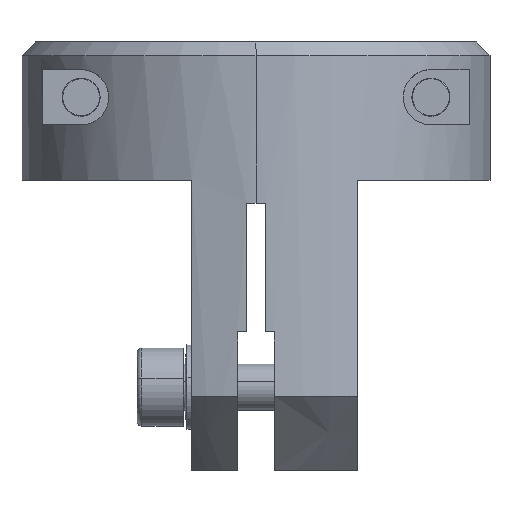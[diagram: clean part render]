
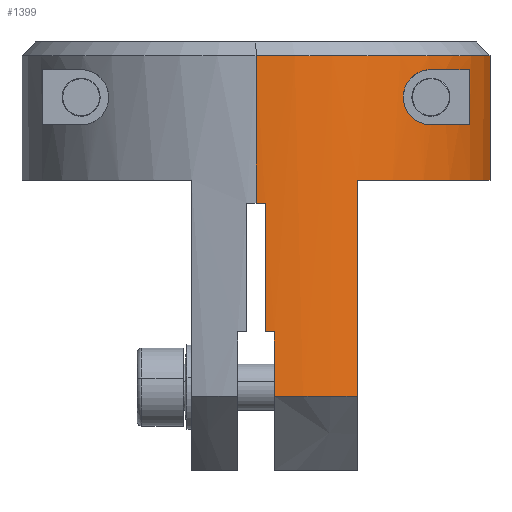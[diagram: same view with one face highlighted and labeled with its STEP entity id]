
A CAD part, left-side view. The second image highlights one B-rep face of the part: STEP entity #1399.
In plain terms, the highlighted cylindrical face has radius 25.5 mm (diameter 51 mm), a partial arc.
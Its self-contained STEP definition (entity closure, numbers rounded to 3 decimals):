
#953=VERTEX_POINT('NONE',#2610);
#985=EDGE_CURVE('NONE',#1451,#1609,#2646,.T.);
#999=VERTEX_POINT('NONE',#2660);
#1037=VERTEX_POINT('NONE',#2705);
#1061=VERTEX_POINT('NONE',#2729);
#1133=VERTEX_POINT('NONE',#2814);
#1195=EDGE_CURVE('NONE',#1903,#1401,#2881,.T.);
#1283=EDGE_CURVE('NONE',#1133,#1737,#2979,.T.);
#1371=VERTEX_POINT('NONE',#3076);
#1399=ADVANCED_FACE('NONE',(#3106,#3107),#3108,.T.);
#1401=VERTEX_POINT('NONE',#3110);
#1447=EDGE_CURVE('NONE',#953,#1587,#3161,.T.);
#1451=VERTEX_POINT('NONE',#3165);
#1489=EDGE_CURVE('NONE',#1037,#953,#3209,.T.);
#1509=VERTEX_POINT('NONE',#3231);
#1545=EDGE_CURVE('NONE',#1609,#1371,#3271,.T.);
#1587=VERTEX_POINT('NONE',#3315);
#1609=VERTEX_POINT('NONE',#3338);
#1645=EDGE_CURVE('NONE',#1587,#2281,#3381,.T.);
#1701=EDGE_CURVE('NONE',#2281,#1061,#3443,.T.);
#1737=VERTEX_POINT('NONE',#3481);
#1903=VERTEX_POINT('NONE',#3667);
#1995=EDGE_CURVE('NONE',#999,#1509,#3771,.T.);
#2103=EDGE_CURVE('NONE',#1133,#1509,#3892,.T.);
#2261=EDGE_CURVE('NONE',#1371,#1401,#4076,.T.);
#2267=EDGE_CURVE('NONE',#1903,#1037,#4083,.T.);
#2275=EDGE_CURVE('NONE',#1061,#1451,#4091,.T.);
#2281=VERTEX_POINT('NONE',#4098);
#2471=EDGE_CURVE('NONE',#999,#1737,#4308,.T.);
#2610=CARTESIAN_POINT('',(-25.48,-1.0,-31.5));
#2646=CIRCLE('',#4534,25.5);
#2660=CARTESIAN_POINT('',(-10.5,-23.238,-3.0));
#2705=CARTESIAN_POINT('',(-25.48,-1.0,-17.5));
#2729=CARTESIAN_POINT('',(-23.005,-11.0,-38.5));
#2814=CARTESIAN_POINT('',(-17.007,-19.0,-9.0));
#2881=LINE('',#4849,#4850);
#2979=CIRCLE('',#4986,25.5);
#3076=CARTESIAN_POINT('',(-2.,-25.421,-1.5));
#3106=FACE_OUTER_BOUND('',#5150,.T.);
#3107=FACE_BOUND('',#5151,.T.);
#3108=CYLINDRICAL_SURFACE('',#5152,25.5);
#3110=CARTESIAN_POINT('',(-25.5,0.,-1.5));
#3161=CIRCLE('',#5221,25.5);
#3165=CARTESIAN_POINT('',(-23.005,-11.0,-15.0));
#3209=LINE('',#5286,#5287);
#3231=CARTESIAN_POINT('',(-17.007,-19.0,-3.0));
#3271=LINE('',#5370,#5371);
#3315=CARTESIAN_POINT('',(-25.421,-2.0,-31.5));
#3338=CARTESIAN_POINT('',(-2.,-25.421,-15.0));
#3381=LINE('',#5547,#5548);
#3443=CIRCLE('',#5627,25.5);
#3481=CARTESIAN_POINT('',(-10.5,-23.238,-9.0));
#3667=CARTESIAN_POINT('',(-25.5,0.,-17.5));
#3771=CIRCLE('',#6073,25.5);
#3892=B_SPLINE_CURVE_WITH_KNOTS('',3,(#6243,#6244,#6245,#6246,#6247,#6248,#6249,#6250,#6251,#6252,#6253,#6254,#6255,#6256,#6257,#6258,#6259,#6260,#6261,#6262,#6263,#6264,#6265,#6266,#6267,#6268,#6269,#6270,#6271,#6272,#6273,#6274),.UNSPECIFIED.,.F.,.F.,(4,2,2,2,2,2,2,2,2,2,2,2,2,2,2,4),(0.013,0.014,0.015,0.016,0.016,0.017,0.018,0.018,0.019,0.019,0.02,0.02,0.021,0.022,0.023,0.024),.UNSPECIFIED.);
#4076=CIRCLE('',#6553,25.5);
#4083=CIRCLE('',#6563,25.5);
#4091=LINE('',#6572,#6573);
#4098=CARTESIAN_POINT('',(-25.421,-2.0,-38.5));
#4308=LINE('',#6873,#6874);
#4534=AXIS2_PLACEMENT_3D('',#7076,#7077,#7078);
#4849=CARTESIAN_POINT('',(-25.5,0.,-46.5));
#4850=VECTOR('',#7360,1000.0);
#4986=AXIS2_PLACEMENT_3D('',#7485,#7486,#7487);
#5150=EDGE_LOOP('',(#7639,#7640,#7641,#7642,#7643,#7644,#7645,#7646,#7647,#7648));
#5151=EDGE_LOOP('',(#7649,#7650,#7651,#7652));
#5152=AXIS2_PLACEMENT_3D('',#7653,#7654,#7655);
#5221=AXIS2_PLACEMENT_3D('',#7707,#7708,#7709);
#5286=CARTESIAN_POINT('',(-25.48,-1.,-46.5));
#5287=VECTOR('',#7773,1000.0);
#5370=CARTESIAN_POINT('',(-2.,-25.421,-46.5));
#5371=VECTOR('',#7849,1000.0);
#5547=CARTESIAN_POINT('',(-25.421,-2.0,-46.5));
#5548=VECTOR('',#7957,1000.0);
#5627=AXIS2_PLACEMENT_3D('',#8028,#8029,#8030);
#6073=AXIS2_PLACEMENT_3D('',#8418,#8419,#8420);
#6243=CARTESIAN_POINT('',(-17.007,-19.0,-9.0));
#6244=CARTESIAN_POINT('',(-17.36,-18.684,-9.0));
#6245=CARTESIAN_POINT('',(-17.699,-18.363,-8.952));
#6246=CARTESIAN_POINT('',(-18.186,-17.877,-8.787));
#6247=CARTESIAN_POINT('',(-18.345,-17.713,-8.716));
#6248=CARTESIAN_POINT('',(-18.646,-17.396,-8.541));
#6249=CARTESIAN_POINT('',(-18.79,-17.241,-8.438));
#6250=CARTESIAN_POINT('',(-19.06,-16.941,-8.191));
#6251=CARTESIAN_POINT('',(-19.187,-16.797,-8.047));
#6252=CARTESIAN_POINT('',(-19.412,-16.537,-7.725));
#6253=CARTESIAN_POINT('',(-19.512,-16.418,-7.543));
#6254=CARTESIAN_POINT('',(-19.678,-16.219,-7.146));
#6255=CARTESIAN_POINT('',(-19.743,-16.139,-6.933));
#6256=CARTESIAN_POINT('',(-19.833,-16.029,-6.476));
#6257=CARTESIAN_POINT('',(-19.855,-16.001,-6.244));
#6258=CARTESIAN_POINT('',(-19.856,-16.,-5.888));
#6259=CARTESIAN_POINT('',(-19.85,-16.007,-5.768));
#6260=CARTESIAN_POINT('',(-19.828,-16.034,-5.534));
#6261=CARTESIAN_POINT('',(-19.812,-16.055,-5.419));
#6262=CARTESIAN_POINT('',(-19.746,-16.135,-5.079));
#6263=CARTESIAN_POINT('',(-19.68,-16.216,-4.861));
#6264=CARTESIAN_POINT('',(-19.516,-16.413,-4.464));
#6265=CARTESIAN_POINT('',(-19.415,-16.533,-4.281));
#6266=CARTESIAN_POINT('',(-19.19,-16.794,-3.957));
#6267=CARTESIAN_POINT('',(-19.063,-16.938,-3.813));
#6268=CARTESIAN_POINT('',(-18.793,-17.237,-3.565));
#6269=CARTESIAN_POINT('',(-18.65,-17.392,-3.461));
#6270=CARTESIAN_POINT('',(-18.349,-17.709,-3.286));
#6271=CARTESIAN_POINT('',(-18.19,-17.873,-3.215));
#6272=CARTESIAN_POINT('',(-17.701,-18.361,-3.049));
#6273=CARTESIAN_POINT('',(-17.362,-18.683,-3.0));
#6274=CARTESIAN_POINT('',(-17.007,-19.0,-3.0));
#6553=AXIS2_PLACEMENT_3D('',#8818,#8819,#8820);
#6563=AXIS2_PLACEMENT_3D('',#8832,#8833,#8834);
#6572=CARTESIAN_POINT('',(-23.005,-11.0,-46.5));
#6573=VECTOR('',#8835,1000.0);
#6873=CARTESIAN_POINT('',(-10.5,-23.238,-46.5));
#6874=VECTOR('',#9087,1000.0);
#7076=CARTESIAN_POINT('',(0.0,0.,-15.0));
#7077=DIRECTION('',(0.,0.,1.0));
#7078=DIRECTION('',(1.0,0.,0.));
#7360=DIRECTION('',(0.0,0.,1.0));
#7485=CARTESIAN_POINT('',(0.0,0.,-9.0));
#7486=DIRECTION('',(0.,0.,1.0));
#7487=DIRECTION('',(1.0,0.,0.));
#7639=ORIENTED_EDGE('',*,*,#1195,.F.);
#7640=ORIENTED_EDGE('',*,*,#2267,.T.);
#7641=ORIENTED_EDGE('',*,*,#1489,.T.);
#7642=ORIENTED_EDGE('',*,*,#1447,.T.);
#7643=ORIENTED_EDGE('',*,*,#1645,.T.);
#7644=ORIENTED_EDGE('',*,*,#1701,.T.);
#7645=ORIENTED_EDGE('',*,*,#2275,.T.);
#7646=ORIENTED_EDGE('',*,*,#985,.T.);
#7647=ORIENTED_EDGE('',*,*,#1545,.T.);
#7648=ORIENTED_EDGE('',*,*,#2261,.T.);
#7649=ORIENTED_EDGE('',*,*,#1283,.F.);
#7650=ORIENTED_EDGE('',*,*,#2103,.T.);
#7651=ORIENTED_EDGE('',*,*,#1995,.F.);
#7652=ORIENTED_EDGE('',*,*,#2471,.T.);
#7653=CARTESIAN_POINT('',(0.0,0.,-46.5));
#7654=DIRECTION('',(0.,0.,1.0));
#7655=DIRECTION('',(-1.0,0.,0.));
#7707=CARTESIAN_POINT('',(0.0,0.,-31.5));
#7708=DIRECTION('',(0.,0.,1.0));
#7709=DIRECTION('',(1.0,0.,0.));
#7773=DIRECTION('',(0.0,0.,-1.0));
#7849=DIRECTION('',(0.0,0.,1.0));
#7957=DIRECTION('',(0.0,0.,-1.0));
#8028=CARTESIAN_POINT('',(0.0,0.,-38.5));
#8029=DIRECTION('',(0.,0.,1.0));
#8030=DIRECTION('',(-1.0,0.,0.));
#8418=CARTESIAN_POINT('',(0.0,0.,-3.0));
#8419=DIRECTION('',(0.,0.,-1.0));
#8420=DIRECTION('',(-1.0,0.,0.));
#8818=CARTESIAN_POINT('',(0.0,0.,-1.5));
#8819=DIRECTION('',(0.,0.,-1.0));
#8820=DIRECTION('',(-1.0,0.,0.));
#8832=CARTESIAN_POINT('',(0.0,0.,-17.5));
#8833=DIRECTION('',(0.,0.,1.0));
#8834=DIRECTION('',(1.0,0.,0.));
#8835=DIRECTION('',(0.0,0.,1.0));
#9087=DIRECTION('',(0.0,0.,-1.0));
